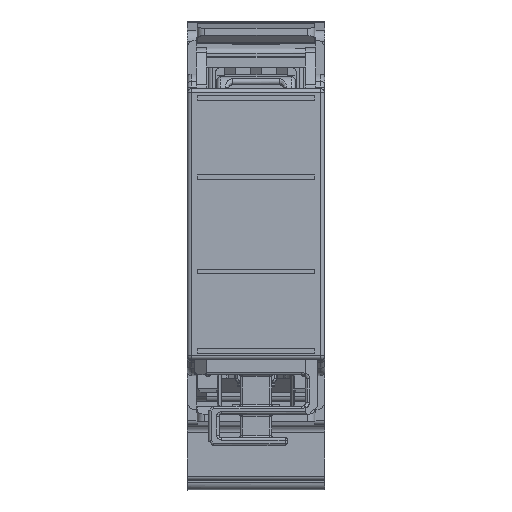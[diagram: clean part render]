
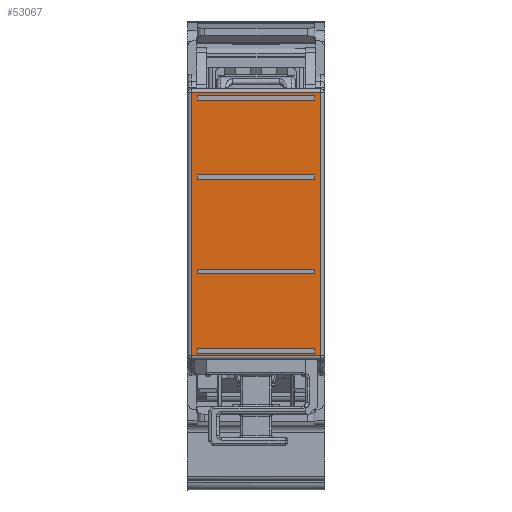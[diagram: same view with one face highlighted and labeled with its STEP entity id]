
A CAD part, top view. The second image highlights one B-rep face of the part: STEP entity #53067.
In plain terms, the highlighted planar face has unit normal (0, 0, 1).
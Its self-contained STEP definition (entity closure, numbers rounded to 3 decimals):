
#52911=AXIS2_PLACEMENT_3D('Plane Axis2P3D',#52908,#52909,#52910) ;
#51015=CARTESIAN_POINT('Vertex',(0.5,50.45,66.85)) ;
#51018=CARTESIAN_POINT('Line Origine',(17.5,50.45,66.85)) ;
#51022=CARTESIAN_POINT('Vertex',(17.,50.45,66.85)) ;
#52263=CARTESIAN_POINT('Line Origine',(17.,50.95,66.85)) ;
#52267=CARTESIAN_POINT('Vertex',(17.,16.95,66.85)) ;
#52908=CARTESIAN_POINT('Axis2P3D Location',(17.5,50.95,66.85)) ;
#52913=CARTESIAN_POINT('Line Origine',(0.5,33.7,66.85)) ;
#52917=CARTESIAN_POINT('Vertex',(0.5,16.95,66.85)) ;
#52920=CARTESIAN_POINT('Line Origine',(8.75,16.95,66.85)) ;
#52931=CARTESIAN_POINT('Line Origine',(8.75,17.3,66.85)) ;
#52935=CARTESIAN_POINT('Vertex',(1.25,17.3,66.85)) ;
#52937=CARTESIAN_POINT('Vertex',(16.25,17.3,66.85)) ;
#52940=CARTESIAN_POINT('Line Origine',(1.25,17.6,66.85)) ;
#52944=CARTESIAN_POINT('Vertex',(1.25,17.9,66.85)) ;
#52947=CARTESIAN_POINT('Line Origine',(8.75,17.9,66.85)) ;
#52951=CARTESIAN_POINT('Vertex',(16.25,17.9,66.85)) ;
#52954=CARTESIAN_POINT('Line Origine',(16.25,17.6,66.85)) ;
#52965=CARTESIAN_POINT('Line Origine',(8.75,28.,66.85)) ;
#52969=CARTESIAN_POINT('Vertex',(16.25,28.,66.85)) ;
#52971=CARTESIAN_POINT('Vertex',(1.25,28.,66.85)) ;
#52974=CARTESIAN_POINT('Line Origine',(16.25,27.7,66.85)) ;
#52978=CARTESIAN_POINT('Vertex',(16.25,27.4,66.85)) ;
#52981=CARTESIAN_POINT('Line Origine',(8.75,27.4,66.85)) ;
#52985=CARTESIAN_POINT('Vertex',(1.25,27.4,66.85)) ;
#52988=CARTESIAN_POINT('Line Origine',(1.25,27.7,66.85)) ;
#52999=CARTESIAN_POINT('Line Origine',(8.75,39.4,66.85)) ;
#53003=CARTESIAN_POINT('Vertex',(1.25,39.4,66.85)) ;
#53005=CARTESIAN_POINT('Vertex',(16.25,39.4,66.85)) ;
#53008=CARTESIAN_POINT('Line Origine',(1.25,39.7,66.85)) ;
#53012=CARTESIAN_POINT('Vertex',(1.25,40.,66.85)) ;
#53015=CARTESIAN_POINT('Line Origine',(8.75,40.,66.85)) ;
#53019=CARTESIAN_POINT('Vertex',(16.25,40.,66.85)) ;
#53022=CARTESIAN_POINT('Line Origine',(16.25,39.7,66.85)) ;
#53033=CARTESIAN_POINT('Line Origine',(1.25,49.8,66.85)) ;
#53037=CARTESIAN_POINT('Vertex',(1.25,50.1,66.85)) ;
#53039=CARTESIAN_POINT('Vertex',(1.25,49.5,66.85)) ;
#53042=CARTESIAN_POINT('Line Origine',(8.75,50.1,66.85)) ;
#53046=CARTESIAN_POINT('Vertex',(16.25,50.1,66.85)) ;
#53049=CARTESIAN_POINT('Line Origine',(16.25,49.8,66.85)) ;
#53053=CARTESIAN_POINT('Vertex',(16.25,49.5,66.85)) ;
#53056=CARTESIAN_POINT('Line Origine',(8.75,49.5,66.85)) ;
#51019=DIRECTION('Vector Direction',(1.,0.,0.)) ;
#52264=DIRECTION('Vector Direction',(0.,-1.,0.)) ;
#52909=DIRECTION('Axis2P3D Direction',(0.,0.,1.)) ;
#52910=DIRECTION('Axis2P3D XDirection',(0.,1.,0.)) ;
#52914=DIRECTION('Vector Direction',(0.,-1.,0.)) ;
#52921=DIRECTION('Vector Direction',(1.,0.,0.)) ;
#52932=DIRECTION('Vector Direction',(1.,0.,0.)) ;
#52941=DIRECTION('Vector Direction',(0.,-1.,0.)) ;
#52948=DIRECTION('Vector Direction',(-1.,0.,0.)) ;
#52955=DIRECTION('Vector Direction',(0.,1.,0.)) ;
#52966=DIRECTION('Vector Direction',(-1.,0.,0.)) ;
#52975=DIRECTION('Vector Direction',(0.,1.,0.)) ;
#52982=DIRECTION('Vector Direction',(1.,0.,0.)) ;
#52989=DIRECTION('Vector Direction',(0.,-1.,0.)) ;
#53000=DIRECTION('Vector Direction',(1.,0.,0.)) ;
#53009=DIRECTION('Vector Direction',(0.,-1.,0.)) ;
#53016=DIRECTION('Vector Direction',(-1.,0.,0.)) ;
#53023=DIRECTION('Vector Direction',(0.,1.,0.)) ;
#53034=DIRECTION('Vector Direction',(0.,-1.,0.)) ;
#53043=DIRECTION('Vector Direction',(-1.,0.,0.)) ;
#53050=DIRECTION('Vector Direction',(0.,1.,0.)) ;
#53057=DIRECTION('Vector Direction',(1.,0.,0.)) ;
#51020=VECTOR('Line Direction',#51019,1.) ;
#52265=VECTOR('Line Direction',#52264,1.) ;
#52915=VECTOR('Line Direction',#52914,1.) ;
#52922=VECTOR('Line Direction',#52921,1.) ;
#52933=VECTOR('Line Direction',#52932,1.) ;
#52942=VECTOR('Line Direction',#52941,1.) ;
#52949=VECTOR('Line Direction',#52948,1.) ;
#52956=VECTOR('Line Direction',#52955,1.) ;
#52967=VECTOR('Line Direction',#52966,1.) ;
#52976=VECTOR('Line Direction',#52975,1.) ;
#52983=VECTOR('Line Direction',#52982,1.) ;
#52990=VECTOR('Line Direction',#52989,1.) ;
#53001=VECTOR('Line Direction',#53000,1.) ;
#53010=VECTOR('Line Direction',#53009,1.) ;
#53017=VECTOR('Line Direction',#53016,1.) ;
#53024=VECTOR('Line Direction',#53023,1.) ;
#53035=VECTOR('Line Direction',#53034,1.) ;
#53044=VECTOR('Line Direction',#53043,1.) ;
#53051=VECTOR('Line Direction',#53050,1.) ;
#53058=VECTOR('Line Direction',#53057,1.) ;
#52926=ORIENTED_EDGE('',*,*,#52919,.T.) ;
#52927=ORIENTED_EDGE('',*,*,#52924,.T.) ;
#52928=ORIENTED_EDGE('',*,*,#52269,.T.) ;
#52929=ORIENTED_EDGE('',*,*,#51024,.T.) ;
#52960=ORIENTED_EDGE('',*,*,#52939,.F.) ;
#52961=ORIENTED_EDGE('',*,*,#52946,.F.) ;
#52962=ORIENTED_EDGE('',*,*,#52953,.F.) ;
#52963=ORIENTED_EDGE('',*,*,#52958,.F.) ;
#52994=ORIENTED_EDGE('',*,*,#52973,.F.) ;
#52995=ORIENTED_EDGE('',*,*,#52980,.F.) ;
#52996=ORIENTED_EDGE('',*,*,#52987,.F.) ;
#52997=ORIENTED_EDGE('',*,*,#52992,.F.) ;
#53028=ORIENTED_EDGE('',*,*,#53007,.F.) ;
#53029=ORIENTED_EDGE('',*,*,#53014,.F.) ;
#53030=ORIENTED_EDGE('',*,*,#53021,.F.) ;
#53031=ORIENTED_EDGE('',*,*,#53026,.F.) ;
#53062=ORIENTED_EDGE('',*,*,#53041,.F.) ;
#53063=ORIENTED_EDGE('',*,*,#53048,.F.) ;
#53064=ORIENTED_EDGE('',*,*,#53055,.F.) ;
#53065=ORIENTED_EDGE('',*,*,#53060,.F.) ;
#52964=FACE_BOUND('',#52959,.T.) ;
#52998=FACE_BOUND('',#52993,.T.) ;
#53032=FACE_BOUND('',#53027,.T.) ;
#53066=FACE_BOUND('',#53061,.T.) ;
#53067=ADVANCED_FACE('Hauptk\X2\00F6\X0\rper',(#52930,#52964,#52998,#53032,#53066),#52912,.T.) ;
#51024=EDGE_CURVE('',#51023,#51016,#51021,.F.) ;
#52269=EDGE_CURVE('',#52268,#51023,#52266,.F.) ;
#52919=EDGE_CURVE('',#51016,#52918,#52916,.T.) ;
#52924=EDGE_CURVE('',#52918,#52268,#52923,.T.) ;
#52939=EDGE_CURVE('',#52936,#52938,#52934,.T.) ;
#52946=EDGE_CURVE('',#52945,#52936,#52943,.T.) ;
#52953=EDGE_CURVE('',#52952,#52945,#52950,.T.) ;
#52958=EDGE_CURVE('',#52938,#52952,#52957,.T.) ;
#52973=EDGE_CURVE('',#52970,#52972,#52968,.T.) ;
#52980=EDGE_CURVE('',#52979,#52970,#52977,.T.) ;
#52987=EDGE_CURVE('',#52986,#52979,#52984,.T.) ;
#52992=EDGE_CURVE('',#52972,#52986,#52991,.T.) ;
#53007=EDGE_CURVE('',#53004,#53006,#53002,.T.) ;
#53014=EDGE_CURVE('',#53013,#53004,#53011,.T.) ;
#53021=EDGE_CURVE('',#53020,#53013,#53018,.T.) ;
#53026=EDGE_CURVE('',#53006,#53020,#53025,.T.) ;
#53041=EDGE_CURVE('',#53038,#53040,#53036,.T.) ;
#53048=EDGE_CURVE('',#53047,#53038,#53045,.T.) ;
#53055=EDGE_CURVE('',#53054,#53047,#53052,.T.) ;
#53060=EDGE_CURVE('',#53040,#53054,#53059,.T.) ;
#52925=EDGE_LOOP('',(#52926,#52927,#52928,#52929)) ;
#52959=EDGE_LOOP('',(#52960,#52961,#52962,#52963)) ;
#52993=EDGE_LOOP('',(#52994,#52995,#52996,#52997)) ;
#53027=EDGE_LOOP('',(#53028,#53029,#53030,#53031)) ;
#53061=EDGE_LOOP('',(#53062,#53063,#53064,#53065)) ;
#52930=FACE_OUTER_BOUND('',#52925,.T.) ;
#51021=LINE('Line',#51018,#51020) ;
#52266=LINE('Line',#52263,#52265) ;
#52916=LINE('Line',#52913,#52915) ;
#52923=LINE('Line',#52920,#52922) ;
#52934=LINE('Line',#52931,#52933) ;
#52943=LINE('Line',#52940,#52942) ;
#52950=LINE('Line',#52947,#52949) ;
#52957=LINE('Line',#52954,#52956) ;
#52968=LINE('Line',#52965,#52967) ;
#52977=LINE('Line',#52974,#52976) ;
#52984=LINE('Line',#52981,#52983) ;
#52991=LINE('Line',#52988,#52990) ;
#53002=LINE('Line',#52999,#53001) ;
#53011=LINE('Line',#53008,#53010) ;
#53018=LINE('Line',#53015,#53017) ;
#53025=LINE('Line',#53022,#53024) ;
#53036=LINE('Line',#53033,#53035) ;
#53045=LINE('Line',#53042,#53044) ;
#53052=LINE('Line',#53049,#53051) ;
#53059=LINE('Line',#53056,#53058) ;
#52912=PLANE('',#52911) ;
#51016=VERTEX_POINT('',#51015) ;
#51023=VERTEX_POINT('',#51022) ;
#52268=VERTEX_POINT('',#52267) ;
#52918=VERTEX_POINT('',#52917) ;
#52936=VERTEX_POINT('',#52935) ;
#52938=VERTEX_POINT('',#52937) ;
#52945=VERTEX_POINT('',#52944) ;
#52952=VERTEX_POINT('',#52951) ;
#52970=VERTEX_POINT('',#52969) ;
#52972=VERTEX_POINT('',#52971) ;
#52979=VERTEX_POINT('',#52978) ;
#52986=VERTEX_POINT('',#52985) ;
#53004=VERTEX_POINT('',#53003) ;
#53006=VERTEX_POINT('',#53005) ;
#53013=VERTEX_POINT('',#53012) ;
#53020=VERTEX_POINT('',#53019) ;
#53038=VERTEX_POINT('',#53037) ;
#53040=VERTEX_POINT('',#53039) ;
#53047=VERTEX_POINT('',#53046) ;
#53054=VERTEX_POINT('',#53053) ;
